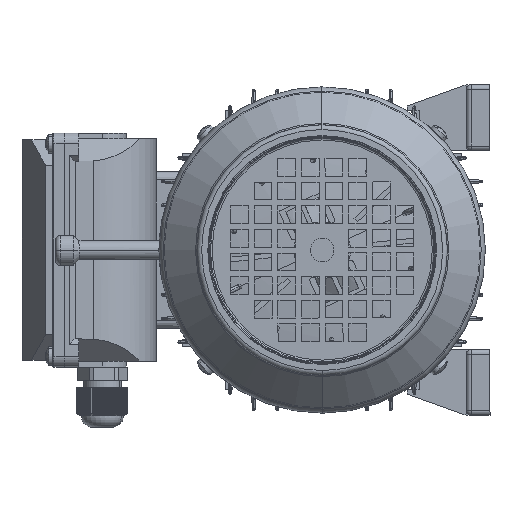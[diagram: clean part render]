
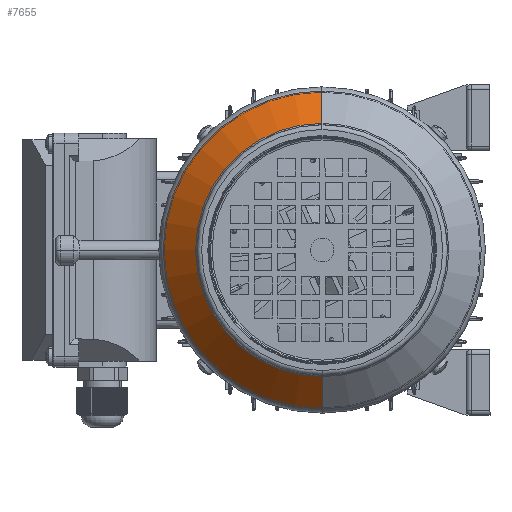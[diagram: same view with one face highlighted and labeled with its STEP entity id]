
A CAD part, left-side view. The second image highlights one B-rep face of the part: STEP entity #7655.
In plain terms, the highlighted conical face has half-angle 45 degrees and reference radius 53.586 mm.
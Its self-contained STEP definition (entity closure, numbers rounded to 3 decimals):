
#1221 = CARTESIAN_POINT ( 'NONE',  ( 124.414, 0., 53.586 ) ) ;
#1890 = ORIENTED_EDGE ( 'NONE', *, *, #8323, .F. ) ;
#7655 = ADVANCED_FACE ( 'NONE', ( #51088 ), #65714, .T. ) ;
#8323 = EDGE_CURVE ( 'NONE', #111593, #33696, #12544, .T. ) ;
#12544 = CIRCLE ( 'NONE', #124945, 67.293 ) ;
#24492 = CARTESIAN_POINT ( 'NONE',  ( 124.414, 0., -53.586 ) ) ;
#29467 = CARTESIAN_POINT ( 'NONE',  ( 124.414, 0., 0. ) ) ;
#29817 = LINE ( 'NONE', #1221, #66347 ) ;
#31777 = DIRECTION ( 'NONE',  ( -0.707, 0., -0.707 ) ) ;
#33696 = VERTEX_POINT ( 'NONE', #41206 ) ;
#41206 = CARTESIAN_POINT ( 'NONE',  ( 110.707, 0., -67.293 ) ) ;
#44477 = DIRECTION ( 'NONE',  ( 0., 0., 1. ) ) ;
#46071 = CARTESIAN_POINT ( 'NONE',  ( 124.414, 0., -53.586 ) ) ;
#51088 = FACE_OUTER_BOUND ( 'NONE', #82896, .T. ) ;
#54646 = DIRECTION ( 'NONE',  ( 0., 0., 1. ) ) ;
#58789 = DIRECTION ( 'NONE',  ( -1., 0., 0. ) ) ;
#60375 = LINE ( 'NONE', #46071, #88792 ) ;
#61888 = AXIS2_PLACEMENT_3D ( 'NONE', #73056, #58789, #44477 ) ;
#65714 = CONICAL_SURFACE ( 'NONE', #61888, 53.586, 0.785 ) ;
#66347 = VECTOR ( 'NONE', #126426, 1000. ) ;
#68942 = DIRECTION ( 'NONE',  ( -1., 0., 0. ) ) ;
#69723 = DIRECTION ( 'NONE',  ( 0., 0., 1. ) ) ;
#73056 = CARTESIAN_POINT ( 'NONE',  ( 124.414, 0., 0. ) ) ;
#74309 = EDGE_CURVE ( 'NONE', #111735, #33696, #60375, .T. ) ;
#74826 = CARTESIAN_POINT ( 'NONE',  ( 124.414, 0., 53.586 ) ) ;
#82896 = EDGE_LOOP ( 'NONE', ( #96400, #100228, #1890, #104153 ) ) ;
#83316 = CARTESIAN_POINT ( 'NONE',  ( 110.707, 0., 67.293 ) ) ;
#83978 = DIRECTION ( 'NONE',  ( -1., 0., 0. ) ) ;
#85467 = AXIS2_PLACEMENT_3D ( 'NONE', #29467, #68942, #54646 ) ;
#88792 = VECTOR ( 'NONE', #31777, 1000. ) ;
#94329 = CIRCLE ( 'NONE', #85467, 53.586 ) ;
#96400 = ORIENTED_EDGE ( 'NONE', *, *, #123695, .T. ) ;
#98321 = CARTESIAN_POINT ( 'NONE',  ( 110.707, 0., 0. ) ) ;
#100228 = ORIENTED_EDGE ( 'NONE', *, *, #74309, .T. ) ;
#104153 = ORIENTED_EDGE ( 'NONE', *, *, #116397, .F. ) ;
#111593 = VERTEX_POINT ( 'NONE', #83316 ) ;
#111735 = VERTEX_POINT ( 'NONE', #24492 ) ;
#116397 = EDGE_CURVE ( 'NONE', #128043, #111593, #29817, .T. ) ;
#123695 = EDGE_CURVE ( 'NONE', #128043, #111735, #94329, .T. ) ;
#124945 = AXIS2_PLACEMENT_3D ( 'NONE', #98321, #83978, #69723 ) ;
#126426 = DIRECTION ( 'NONE',  ( -0.707, 0., 0.707 ) ) ;
#128043 = VERTEX_POINT ( 'NONE', #74826 ) ;
